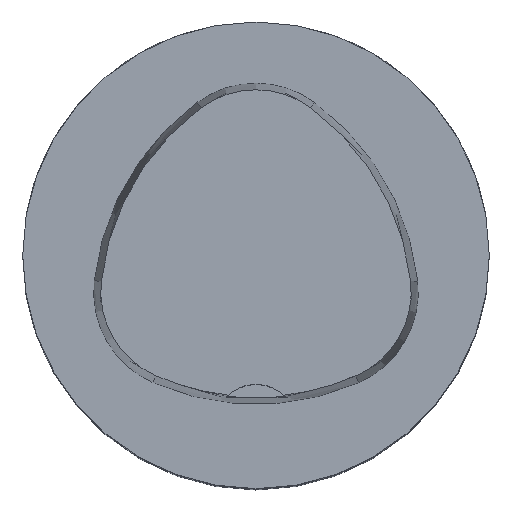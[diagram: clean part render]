
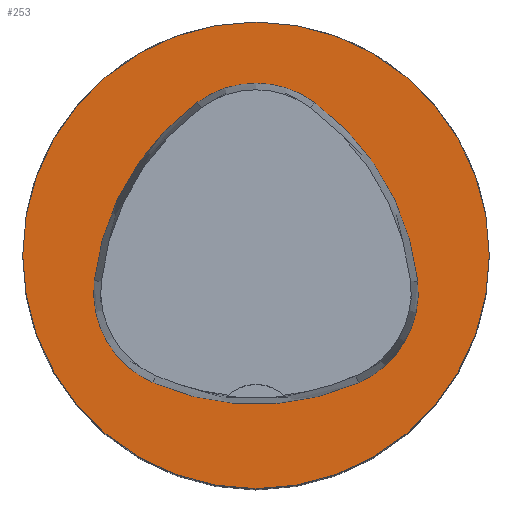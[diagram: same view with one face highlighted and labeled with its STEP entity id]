
A CAD part, top view. The second image highlights one B-rep face of the part: STEP entity #253.
In plain terms, the highlighted planar face has unit normal (0, 0, 1).
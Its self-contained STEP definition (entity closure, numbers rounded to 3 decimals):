
#185=PLANE('',#844);
#253=ADVANCED_FACE('',(#342,#343),#185,.T.);
#342=FACE_BOUND('',#410,.T.);
#343=FACE_BOUND('',#411,.T.);
#410=EDGE_LOOP('',(#533,#534,#535,#536,#537,#538));
#411=EDGE_LOOP('',(#539));
#533=ORIENTED_EDGE('',*,*,#707,.T.);
#534=ORIENTED_EDGE('',*,*,#687,.T.);
#535=ORIENTED_EDGE('',*,*,#691,.T.);
#536=ORIENTED_EDGE('',*,*,#694,.T.);
#537=ORIENTED_EDGE('',*,*,#697,.T.);
#538=ORIENTED_EDGE('',*,*,#705,.T.);
#539=ORIENTED_EDGE('',*,*,#677,.F.);
#617=VERTEX_POINT('',#1177);
#627=VERTEX_POINT('',#1204);
#628=VERTEX_POINT('',#1205);
#631=VERTEX_POINT('',#1213);
#633=VERTEX_POINT('',#1219);
#635=VERTEX_POINT('',#1225);
#642=VERTEX_POINT('',#1246);
#677=EDGE_CURVE('',#617,#617,#745,.T.);
#687=EDGE_CURVE('',#627,#628,#747,.T.);
#691=EDGE_CURVE('',#628,#631,#749,.T.);
#694=EDGE_CURVE('',#631,#633,#751,.T.);
#697=EDGE_CURVE('',#633,#635,#753,.T.);
#705=EDGE_CURVE('',#635,#642,#757,.T.);
#707=EDGE_CURVE('',#642,#627,#759,.T.);
#745=CIRCLE('',#814,40.);
#747=CIRCLE('',#822,44.);
#749=CIRCLE('',#825,17.);
#751=CIRCLE('',#828,44.);
#753=CIRCLE('',#831,17.);
#757=CIRCLE('',#836,44.);
#759=CIRCLE('',#839,17.);
#814=AXIS2_PLACEMENT_3D('',#1176,#966,#967);
#822=AXIS2_PLACEMENT_3D('',#1203,#987,#988);
#825=AXIS2_PLACEMENT_3D('',#1212,#995,#996);
#828=AXIS2_PLACEMENT_3D('',#1218,#1002,#1003);
#831=AXIS2_PLACEMENT_3D('',#1224,#1009,#1010);
#836=AXIS2_PLACEMENT_3D('',#1247,#1021,#1022);
#839=AXIS2_PLACEMENT_3D('',#1250,#1027,#1028);
#844=AXIS2_PLACEMENT_3D('',#1255,#1037,#1038);
#966=DIRECTION('',(0.,0.,-1.));
#967=DIRECTION('',(-1.,0.,0.));
#987=DIRECTION('',(0.,0.,-1.));
#988=DIRECTION('',(-1.,0.,0.));
#995=DIRECTION('',(0.,0.,-1.));
#996=DIRECTION('',(-1.,0.,0.));
#1002=DIRECTION('',(0.,0.,-1.));
#1003=DIRECTION('',(-1.,0.,0.));
#1009=DIRECTION('',(0.,0.,-1.));
#1010=DIRECTION('',(-1.,0.,0.));
#1021=DIRECTION('',(0.,0.,-1.));
#1022=DIRECTION('',(-1.,0.,0.));
#1027=DIRECTION('',(0.,0.,-1.));
#1028=DIRECTION('',(-1.,0.,0.));
#1037=DIRECTION('',(0.,0.,1.));
#1038=DIRECTION('',(1.,0.,0.));
#1176=CARTESIAN_POINT('',(0.,0.,0.));
#1177=CARTESIAN_POINT('',(-40.,0.,0.));
#1203=CARTESIAN_POINT('',(16.01,-9.224,0.));
#1204=CARTESIAN_POINT('',(-27.722,-4.378,0.));
#1205=CARTESIAN_POINT('',(-10.119,26.178,0.));
#1212=CARTESIAN_POINT('',(-0.023,12.5,0.));
#1213=CARTESIAN_POINT('',(10.049,26.194,0.));
#1218=CARTESIAN_POINT('',(-16.021,-9.25,0.));
#1219=CARTESIAN_POINT('',(27.71,-4.394,0.));
#1224=CARTESIAN_POINT('',(10.814,-6.27,0.));
#1225=CARTESIAN_POINT('',(17.611,-21.852,0.));
#1246=CARTESIAN_POINT('',(-17.652,-21.819,0.));
#1247=CARTESIAN_POINT('',(0.017,18.477,0.));
#1250=CARTESIAN_POINT('',(-10.825,-6.25,0.));
#1255=CARTESIAN_POINT('',(0.,0.,0.));
